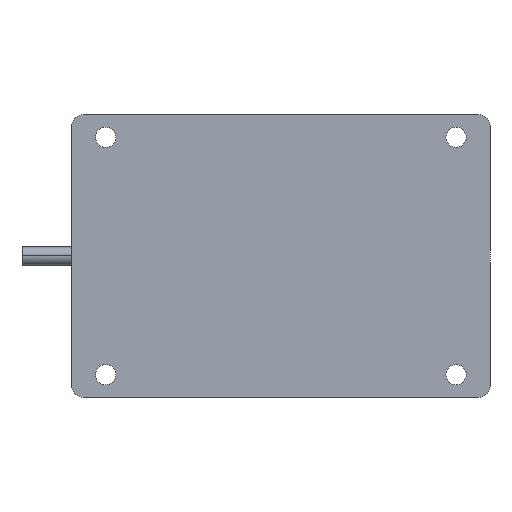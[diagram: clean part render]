
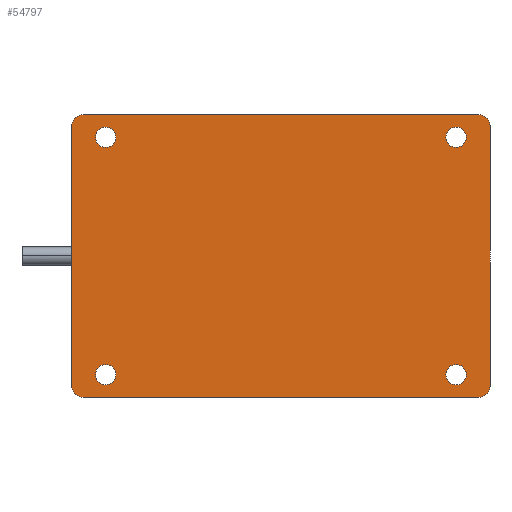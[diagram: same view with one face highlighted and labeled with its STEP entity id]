
A CAD part, front view. The second image highlights one B-rep face of the part: STEP entity #54797.
In plain terms, the highlighted face is planar.
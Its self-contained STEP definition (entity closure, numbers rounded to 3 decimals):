
#303 = VECTOR ( 'NONE', #76562, 1000. ) ;
#502 = CARTESIAN_POINT ( 'NONE',  ( -87.5, -57.5, 51. ) ) ;
#1333 = CARTESIAN_POINT ( 'NONE',  ( 73., -52.5, 51. ) ) ;
#2555 = EDGE_CURVE ( 'NONE', #39963, #38343, #28720, .T. ) ;
#4458 = CIRCLE ( 'NONE', #31633, 4.5 ) ;
#4953 = DIRECTION ( 'NONE',  ( -1., 0., 0. ) ) ;
#6610 = CARTESIAN_POINT ( 'NONE',  ( 87.5, -57.5, 51. ) ) ;
#8690 = CIRCLE ( 'NONE', #82202, 5. ) ;
#8774 = VERTEX_POINT ( 'NONE', #72738 ) ;
#8859 = CARTESIAN_POINT ( 'NONE',  ( 92.5, -57.5, 51. ) ) ;
#10079 = CIRCLE ( 'NONE', #41383, 5. ) ;
#10176 = CARTESIAN_POINT ( 'NONE',  ( -92.5, 57.5, 51. ) ) ;
#10244 = DIRECTION ( 'NONE',  ( 0., 0., 1. ) ) ;
#10352 = VERTEX_POINT ( 'NONE', #10176 ) ;
#10599 = CARTESIAN_POINT ( 'NONE',  ( -87.5, -62.5, 51. ) ) ;
#10677 = FACE_BOUND ( 'NONE', #23142, .T. ) ;
#10706 = ORIENTED_EDGE ( 'NONE', *, *, #78483, .T. ) ;
#12337 = EDGE_CURVE ( 'NONE', #32122, #27319, #8690, .T. ) ;
#13717 = DIRECTION ( 'NONE',  ( -1., 0., 0. ) ) ;
#14691 = EDGE_LOOP ( 'NONE', ( #82665, #20291 ) ) ;
#15386 = ORIENTED_EDGE ( 'NONE', *, *, #63388, .F. ) ;
#16335 = ORIENTED_EDGE ( 'NONE', *, *, #24941, .F. ) ;
#17213 = CARTESIAN_POINT ( 'NONE',  ( 87.5, 57.5, 51. ) ) ;
#18034 = DIRECTION ( 'NONE',  ( 1., 0., 0. ) ) ;
#18164 = AXIS2_PLACEMENT_3D ( 'NONE', #50426, #76442, #18034 ) ;
#20009 = DIRECTION ( 'NONE',  ( 1., 0., 0. ) ) ;
#20284 = AXIS2_PLACEMENT_3D ( 'NONE', #83527, #33173, #20009 ) ;
#20291 = ORIENTED_EDGE ( 'NONE', *, *, #70492, .F. ) ;
#20524 = DIRECTION ( 'NONE',  ( 0., 0., 1. ) ) ;
#20950 = CARTESIAN_POINT ( 'NONE',  ( 77.5, -52.5, 51. ) ) ;
#20953 = AXIS2_PLACEMENT_3D ( 'NONE', #40239, #22362, #33836 ) ;
#21102 = VERTEX_POINT ( 'NONE', #82974 ) ;
#21121 = CARTESIAN_POINT ( 'NONE',  ( 77.5, -52.5, 51. ) ) ;
#21824 = DIRECTION ( 'NONE',  ( 0., 0., 1. ) ) ;
#22362 = DIRECTION ( 'NONE',  ( 0., 0., 1. ) ) ;
#23142 = EDGE_LOOP ( 'NONE', ( #77850, #16335 ) ) ;
#23963 = VERTEX_POINT ( 'NONE', #67054 ) ;
#24941 = EDGE_CURVE ( 'NONE', #23963, #66386, #65806, .T. ) ;
#25683 = DIRECTION ( 'NONE',  ( 1., 0., 0. ) ) ;
#27033 = DIRECTION ( 'NONE',  ( 0., 0., 1. ) ) ;
#27319 = VERTEX_POINT ( 'NONE', #61521 ) ;
#27861 = AXIS2_PLACEMENT_3D ( 'NONE', #502, #21824, #47795 ) ;
#28463 = VERTEX_POINT ( 'NONE', #8859 ) ;
#28720 = CIRCLE ( 'NONE', #34155, 4.5 ) ;
#29069 = AXIS2_PLACEMENT_3D ( 'NONE', #20950, #20524, #13717 ) ;
#30243 = CARTESIAN_POINT ( 'NONE',  ( 0., 0., 51. ) ) ;
#30594 = VERTEX_POINT ( 'NONE', #55536 ) ;
#31516 = CARTESIAN_POINT ( 'NONE',  ( 77.5, 52.5, 51. ) ) ;
#31633 = AXIS2_PLACEMENT_3D ( 'NONE', #64456, #84056, #25683 ) ;
#31740 = DIRECTION ( 'NONE',  ( 0., 0., 1. ) ) ;
#32122 = VERTEX_POINT ( 'NONE', #42620 ) ;
#33173 = DIRECTION ( 'NONE',  ( 0., 0., 1. ) ) ;
#33374 = ORIENTED_EDGE ( 'NONE', *, *, #74478, .T. ) ;
#33836 = DIRECTION ( 'NONE',  ( 1., 0., 0. ) ) ;
#34155 = AXIS2_PLACEMENT_3D ( 'NONE', #31516, #69905, #37902 ) ;
#34201 = EDGE_LOOP ( 'NONE', ( #15386, #36365 ) ) ;
#34283 = DIRECTION ( 'NONE',  ( 0., 0., 1. ) ) ;
#34586 = ORIENTED_EDGE ( 'NONE', *, *, #43360, .T. ) ;
#35034 = CARTESIAN_POINT ( 'NONE',  ( -92.5, 62.5, 51. ) ) ;
#35769 = AXIS2_PLACEMENT_3D ( 'NONE', #64580, #31740, #4953 ) ;
#35848 = CIRCLE ( 'NONE', #18164, 4.5 ) ;
#36216 = DIRECTION ( 'NONE',  ( 1., 0., 0. ) ) ;
#36301 = DIRECTION ( 'NONE',  ( -1., 0., 0. ) ) ;
#36365 = ORIENTED_EDGE ( 'NONE', *, *, #48086, .F. ) ;
#36629 = FACE_OUTER_BOUND ( 'NONE', #50295, .T. ) ;
#37306 = AXIS2_PLACEMENT_3D ( 'NONE', #21121, #34283, #60723 ) ;
#37902 = DIRECTION ( 'NONE',  ( 1., 0., 0. ) ) ;
#38343 = VERTEX_POINT ( 'NONE', #71947 ) ;
#38961 = EDGE_CURVE ( 'NONE', #66386, #23963, #42790, .T. ) ;
#39801 = CARTESIAN_POINT ( 'NONE',  ( -73., 52.5, 51. ) ) ;
#39963 = VERTEX_POINT ( 'NONE', #66784 ) ;
#40239 = CARTESIAN_POINT ( 'NONE',  ( -87.5, 57.5, 51. ) ) ;
#41383 = AXIS2_PLACEMENT_3D ( 'NONE', #6610, #84184, #53030 ) ;
#41918 = CARTESIAN_POINT ( 'NONE',  ( 87.5, -62.5, 51. ) ) ;
#42052 = CARTESIAN_POINT ( 'NONE',  ( -92.5, -62.5, 51. ) ) ;
#42612 = FACE_BOUND ( 'NONE', #34201, .T. ) ;
#42620 = CARTESIAN_POINT ( 'NONE',  ( 92.5, 57.5, 51. ) ) ;
#42790 = CIRCLE ( 'NONE', #37306, 4.5 ) ;
#42837 = CIRCLE ( 'NONE', #27861, 5. ) ;
#43203 = DIRECTION ( 'NONE',  ( 1., 0., 0. ) ) ;
#43317 = LINE ( 'NONE', #42052, #303 ) ;
#43360 = EDGE_CURVE ( 'NONE', #27319, #61910, #61443, .T. ) ;
#44042 = DIRECTION ( 'NONE',  ( 0., 0., 1. ) ) ;
#44734 = EDGE_LOOP ( 'NONE', ( #63728, #62740 ) ) ;
#45046 = CIRCLE ( 'NONE', #69412, 4.5 ) ;
#45374 = DIRECTION ( 'NONE',  ( 0., 1., 0. ) ) ;
#46113 = CIRCLE ( 'NONE', #20284, 4.5 ) ;
#46609 = CARTESIAN_POINT ( 'NONE',  ( -77.5, -52.5, 51. ) ) ;
#47795 = DIRECTION ( 'NONE',  ( 1., 0., 0. ) ) ;
#48086 = EDGE_CURVE ( 'NONE', #21102, #30594, #45046, .T. ) ;
#48204 = CIRCLE ( 'NONE', #20953, 5. ) ;
#50295 = EDGE_LOOP ( 'NONE', ( #79819, #71872, #10706, #72828, #34586, #51602, #70724, #33374 ) ) ;
#50426 = CARTESIAN_POINT ( 'NONE',  ( 77.5, 52.5, 51. ) ) ;
#51289 = VERTEX_POINT ( 'NONE', #10599 ) ;
#51602 = ORIENTED_EDGE ( 'NONE', *, *, #54237, .T. ) ;
#51841 = EDGE_CURVE ( 'NONE', #38343, #39963, #35848, .T. ) ;
#53030 = DIRECTION ( 'NONE',  ( 1., 0., 0. ) ) ;
#53229 = VECTOR ( 'NONE', #63102, 1000. ) ;
#54189 = EDGE_CURVE ( 'NONE', #59702, #28463, #10079, .T. ) ;
#54237 = EDGE_CURVE ( 'NONE', #61910, #10352, #48204, .T. ) ;
#54797 = ADVANCED_FACE ( 'NONE', ( #10677, #82260, #36629, #62644, #42612 ), #68633, .T. ) ;
#55536 = CARTESIAN_POINT ( 'NONE',  ( -82., -52.5, 51. ) ) ;
#57125 = CARTESIAN_POINT ( 'NONE',  ( -92.5, 62.5, 51. ) ) ;
#57762 = CARTESIAN_POINT ( 'NONE',  ( 92.5, 62.5, 51. ) ) ;
#57773 = EDGE_CURVE ( 'NONE', #83499, #78607, #46113, .T. ) ;
#59085 = CARTESIAN_POINT ( 'NONE',  ( -82., 52.5, 51. ) ) ;
#59702 = VERTEX_POINT ( 'NONE', #41918 ) ;
#60142 = EDGE_CURVE ( 'NONE', #10352, #8774, #69509, .T. ) ;
#60723 = DIRECTION ( 'NONE',  ( -1., 0., 0. ) ) ;
#61443 = LINE ( 'NONE', #35034, #76655 ) ;
#61521 = CARTESIAN_POINT ( 'NONE',  ( 87.5, 62.5, 51. ) ) ;
#61910 = VERTEX_POINT ( 'NONE', #81790 ) ;
#62644 = FACE_BOUND ( 'NONE', #44734, .T. ) ;
#62740 = ORIENTED_EDGE ( 'NONE', *, *, #51841, .F. ) ;
#63102 = DIRECTION ( 'NONE',  ( 0., -1., 0. ) ) ;
#63388 = EDGE_CURVE ( 'NONE', #30594, #21102, #82102, .T. ) ;
#63728 = ORIENTED_EDGE ( 'NONE', *, *, #2555, .F. ) ;
#64456 = CARTESIAN_POINT ( 'NONE',  ( -77.5, 52.5, 51. ) ) ;
#64563 = AXIS2_PLACEMENT_3D ( 'NONE', #30243, #10244, #36216 ) ;
#64580 = CARTESIAN_POINT ( 'NONE',  ( -77.5, -52.5, 51. ) ) ;
#65806 = CIRCLE ( 'NONE', #29069, 4.5 ) ;
#66364 = VECTOR ( 'NONE', #45374, 1000. ) ;
#66386 = VERTEX_POINT ( 'NONE', #1333 ) ;
#66784 = CARTESIAN_POINT ( 'NONE',  ( 73., 52.5, 51. ) ) ;
#67054 = CARTESIAN_POINT ( 'NONE',  ( 82., -52.5, 51. ) ) ;
#67082 = DIRECTION ( 'NONE',  ( -1., 0., 0. ) ) ;
#68633 = PLANE ( 'NONE',  #64563 ) ;
#69412 = AXIS2_PLACEMENT_3D ( 'NONE', #46609, #27033, #67082 ) ;
#69509 = LINE ( 'NONE', #57125, #53229 ) ;
#69905 = DIRECTION ( 'NONE',  ( 0., 0., 1. ) ) ;
#70492 = EDGE_CURVE ( 'NONE', #78607, #83499, #4458, .T. ) ;
#70724 = ORIENTED_EDGE ( 'NONE', *, *, #60142, .T. ) ;
#71872 = ORIENTED_EDGE ( 'NONE', *, *, #54189, .T. ) ;
#71947 = CARTESIAN_POINT ( 'NONE',  ( 82., 52.5, 51. ) ) ;
#72738 = CARTESIAN_POINT ( 'NONE',  ( -92.5, -57.5, 51. ) ) ;
#72828 = ORIENTED_EDGE ( 'NONE', *, *, #12337, .T. ) ;
#74478 = EDGE_CURVE ( 'NONE', #8774, #51289, #42837, .T. ) ;
#76442 = DIRECTION ( 'NONE',  ( 0., 0., 1. ) ) ;
#76562 = DIRECTION ( 'NONE',  ( 1., 0., 0. ) ) ;
#76655 = VECTOR ( 'NONE', #36301, 1000. ) ;
#76987 = LINE ( 'NONE', #57762, #66364 ) ;
#77850 = ORIENTED_EDGE ( 'NONE', *, *, #38961, .F. ) ;
#78483 = EDGE_CURVE ( 'NONE', #28463, #32122, #76987, .T. ) ;
#78607 = VERTEX_POINT ( 'NONE', #39801 ) ;
#79819 = ORIENTED_EDGE ( 'NONE', *, *, #82244, .T. ) ;
#81790 = CARTESIAN_POINT ( 'NONE',  ( -87.5, 62.5, 51. ) ) ;
#82102 = CIRCLE ( 'NONE', #35769, 4.5 ) ;
#82202 = AXIS2_PLACEMENT_3D ( 'NONE', #17213, #44042, #43203 ) ;
#82244 = EDGE_CURVE ( 'NONE', #51289, #59702, #43317, .T. ) ;
#82260 = FACE_BOUND ( 'NONE', #14691, .T. ) ;
#82665 = ORIENTED_EDGE ( 'NONE', *, *, #57773, .F. ) ;
#82974 = CARTESIAN_POINT ( 'NONE',  ( -73., -52.5, 51. ) ) ;
#83499 = VERTEX_POINT ( 'NONE', #59085 ) ;
#83527 = CARTESIAN_POINT ( 'NONE',  ( -77.5, 52.5, 51. ) ) ;
#84056 = DIRECTION ( 'NONE',  ( 0., 0., 1. ) ) ;
#84184 = DIRECTION ( 'NONE',  ( 0., 0., 1. ) ) ;
